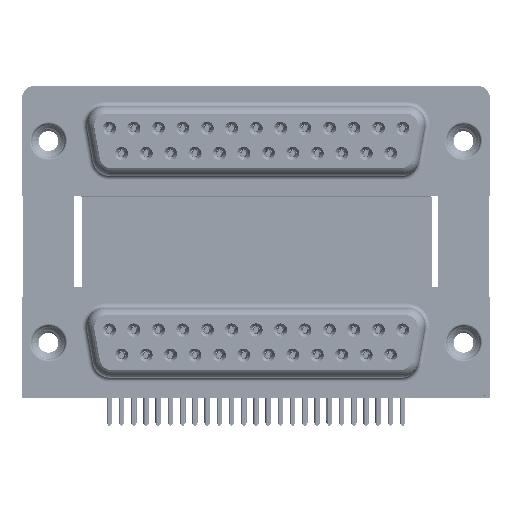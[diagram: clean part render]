
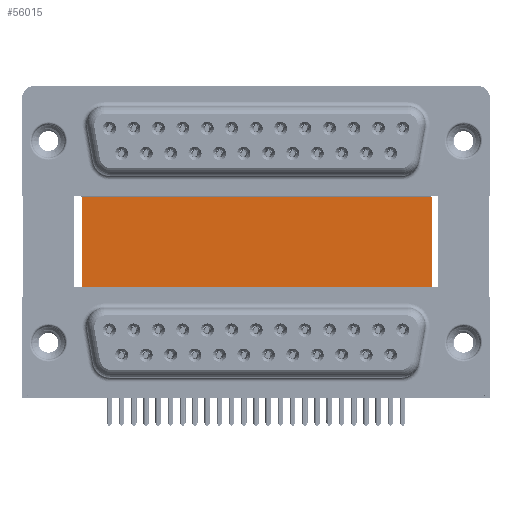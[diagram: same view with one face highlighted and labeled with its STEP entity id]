
A CAD part, top view. The second image highlights one B-rep face of the part: STEP entity #56015.
In plain terms, the highlighted planar face has unit normal (0, 0, 1).
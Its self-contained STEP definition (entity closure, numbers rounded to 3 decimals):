
#1012 = ORIENTED_EDGE ( 'NONE', *, *, #53927, .T. ) ;
#1431 = DIRECTION ( 'NONE',  ( 0., -1., 0. ) ) ;
#2596 = DIRECTION ( 'NONE',  ( 1., 0., 0. ) ) ;
#6707 = CARTESIAN_POINT ( 'NONE',  ( 3.79, 16.585, -12. ) ) ;
#7661 = EDGE_LOOP ( 'NONE', ( #1012, #29581, #42882, #28532 ) ) ;
#8583 = VECTOR ( 'NONE', #2596, 1000. ) ;
#8719 = AXIS2_PLACEMENT_3D ( 'NONE', #6707, #44287, #29310 ) ;
#9567 = CARTESIAN_POINT ( 'NONE',  ( 43.43, -3.735, -12. ) ) ;
#10080 = DIRECTION ( 'NONE',  ( 0., -1., 0. ) ) ;
#10166 = VERTEX_POINT ( 'NONE', #26937 ) ;
#12786 = VECTOR ( 'NONE', #10080, 1000. ) ;
#13017 = CARTESIAN_POINT ( 'NONE',  ( 3.79, -3.735, -12. ) ) ;
#18099 = VERTEX_POINT ( 'NONE', #40375 ) ;
#19246 = LINE ( 'NONE', #28985, #12786 ) ;
#19304 = EDGE_CURVE ( 'NONE', #10166, #36794, #19246, .T. ) ;
#26937 = CARTESIAN_POINT ( 'NONE',  ( 3.79, 16.585, -12. ) ) ;
#28532 = ORIENTED_EDGE ( 'NONE', *, *, #19304, .T. ) ;
#28870 = VECTOR ( 'NONE', #1431, 1000. ) ;
#28985 = CARTESIAN_POINT ( 'NONE',  ( 3.79, 16.585, -12. ) ) ;
#29310 = DIRECTION ( 'NONE',  ( -1., 0., 0. ) ) ;
#29581 = ORIENTED_EDGE ( 'NONE', *, *, #46716, .F. ) ;
#33370 = LINE ( 'NONE', #43130, #49080 ) ;
#34513 = FACE_OUTER_BOUND ( 'NONE', #7661, .T. ) ;
#35059 = VERTEX_POINT ( 'NONE', #9567 ) ;
#36794 = VERTEX_POINT ( 'NONE', #51787 ) ;
#40375 = CARTESIAN_POINT ( 'NONE',  ( 43.43, 16.585, -12. ) ) ;
#41160 = EDGE_CURVE ( 'NONE', #10166, #18099, #33370, .T. ) ;
#42882 = ORIENTED_EDGE ( 'NONE', *, *, #41160, .F. ) ;
#43130 = CARTESIAN_POINT ( 'NONE',  ( 3.79, 16.585, -12. ) ) ;
#43287 = LINE ( 'NONE', #52441, #28870 ) ;
#44287 = DIRECTION ( 'NONE',  ( 0., 0., -1. ) ) ;
#46716 = EDGE_CURVE ( 'NONE', #18099, #35059, #43287, .T. ) ;
#47393 = DIRECTION ( 'NONE',  ( 1., 0., 0. ) ) ;
#49080 = VECTOR ( 'NONE', #47393, 1000. ) ;
#51787 = CARTESIAN_POINT ( 'NONE',  ( 3.79, -3.735, -12. ) ) ;
#52441 = CARTESIAN_POINT ( 'NONE',  ( 43.43, 16.585, -12. ) ) ;
#52843 = PLANE ( 'NONE',  #8719 ) ;
#53927 = EDGE_CURVE ( 'NONE', #36794, #35059, #54870, .T. ) ;
#54870 = LINE ( 'NONE', #13017, #8583 ) ;
#56015 = ADVANCED_FACE ( 'NONE', ( #34513 ), #52843, .F. ) ;
